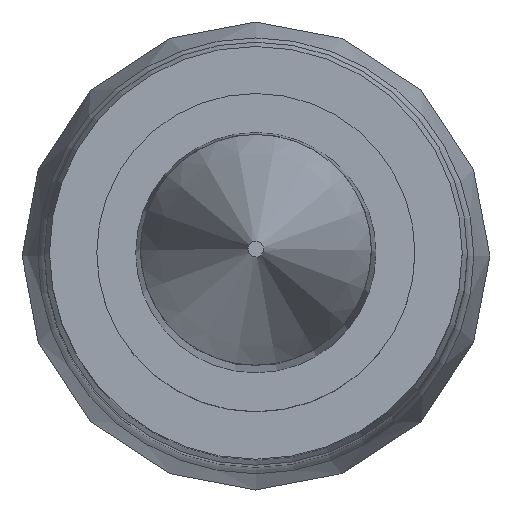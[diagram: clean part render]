
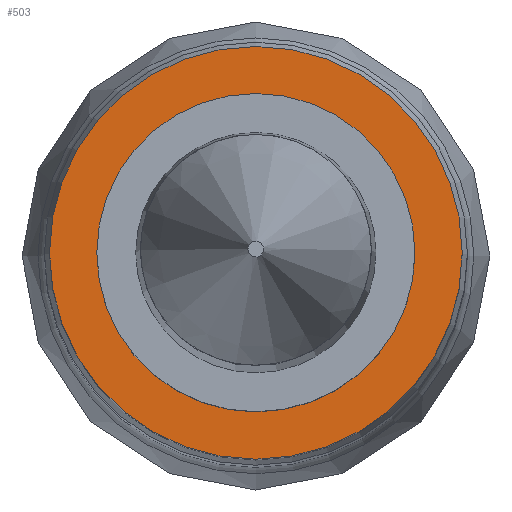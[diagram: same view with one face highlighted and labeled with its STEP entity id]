
A CAD part, top view. The second image highlights one B-rep face of the part: STEP entity #503.
In plain terms, the highlighted planar face has unit normal (0, 0, 1).
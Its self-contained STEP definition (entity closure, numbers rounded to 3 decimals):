
#45=PLANE($,#578);
#95=FACE_BOUND($,#183,.T.);
#125=FACE_OUTER_BOUND($,#182,.T.);
#182=EDGE_LOOP($,(#421));
#183=EDGE_LOOP($,(#422));
#209=CIRCLE($,#532,0.631);
#237=CIRCLE($,#576,0.818);
#250=VERTEX_POINT($,#774);
#278=VERTEX_POINT($,#966);
#299=EDGE_CURVE($,#250,#250,#209,.T.);
#331=EDGE_CURVE($,#278,#278,#237,.T.);
#421=ORIENTED_EDGE($,*,*,#331,.T.);
#422=ORIENTED_EDGE($,*,*,#299,.T.);
#503=ADVANCED_FACE($,(#125,#95),#45,.T.);
#532=AXIS2_PLACEMENT_3D($,#775,#612,#613);
#576=AXIS2_PLACEMENT_3D($,#967,#700,#701);
#578=AXIS2_PLACEMENT_3D($,#969,#704,#705);
#612=DIRECTION('center_axis',(0.,0.,
-1.));
#613=DIRECTION('ref_axis',(-1.,0.,0.));
#700=DIRECTION('center_axis',(0.,0.,
1.));
#701=DIRECTION('ref_axis',(1.,0.,0.));
#704=DIRECTION('center_axis',(0.,0.,
1.));
#705=DIRECTION('ref_axis',(1.,0.,0.));
#774=CARTESIAN_POINT('',(0.631,0.,6.369));
#775=CARTESIAN_POINT('Origin',(0.,0.,
6.369));
#966=CARTESIAN_POINT('',(0.818,0.,6.369));
#967=CARTESIAN_POINT('Origin',(0.,0.,
6.369));
#969=CARTESIAN_POINT('Origin',(0.,0.,
6.369));
